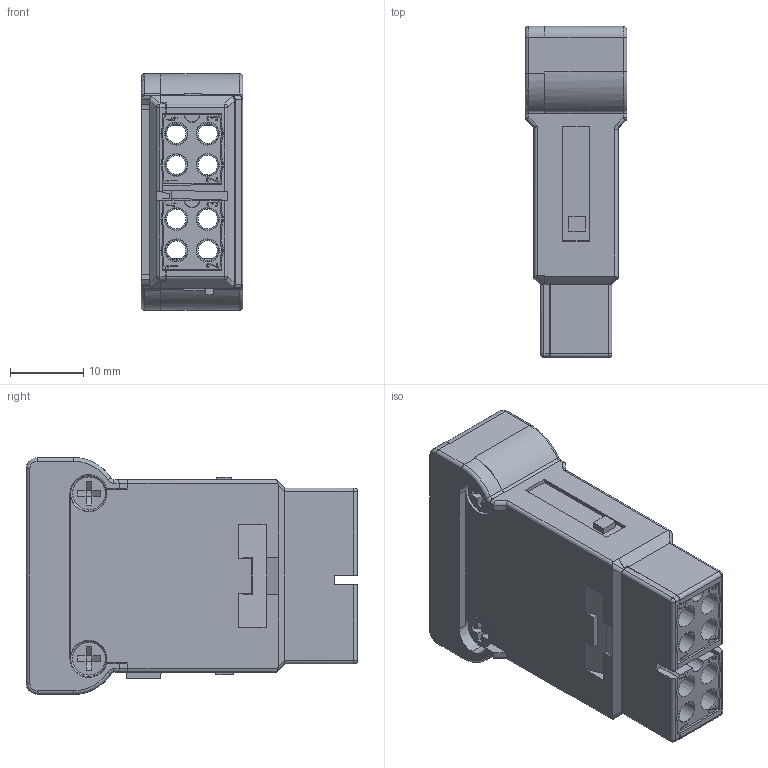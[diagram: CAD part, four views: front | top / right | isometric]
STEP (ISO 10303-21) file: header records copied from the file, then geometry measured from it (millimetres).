
FILE_DESCRIPTION((''),'2;1');
FILE_NAME('PRT0148','2021-12-10T',('dn.ye'),(''),'PRO/ENGINEER BY PARAMETRIC TECHNOLOGY CORPORATION, 2012480','PRO/ENGINEER BY PARAMETRIC TECHNOLOGY CORPORATION, 2012480','');
FILE_SCHEMA(('AUTOMOTIVE_DESIGN { 1 0 10303 214 1 1 1 1 }'));
Length unit declared in the file: millimetre
Products named in the file (1): PRT0148
Bounding box: 13.9 x 45.34 x 32.4 mm (x, y, z)
Volume: 8598.2 mm3; surface area: 13997.2 mm2
Topology: 1 solids, 23 shells, 886 faces, 2416 edges, 1572 vertices
Faces by surface type: plane 479, cylinder 172, cone 137, bspline 70, sphere 14, torus 14
Entity records: 41467 total; most frequent: CARTESIAN_POINT 12900, ORIENTED_EDGE 4780, DIRECTION 4259, EDGE_CURVE 2402, VERTEX_POINT 1572, VECTOR 1535, LINE 1535, AXIS2_PLACEMENT_3D 1362
